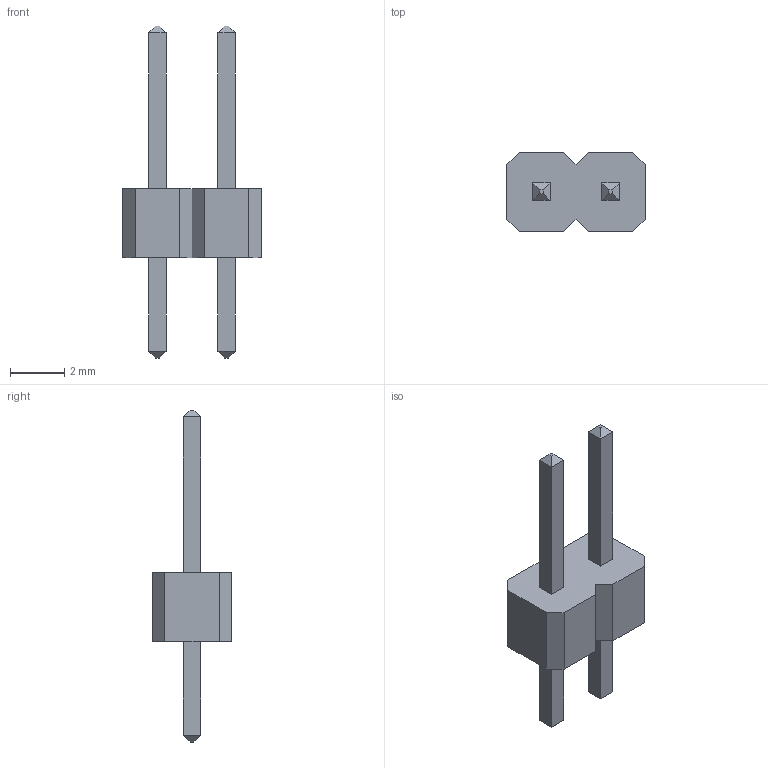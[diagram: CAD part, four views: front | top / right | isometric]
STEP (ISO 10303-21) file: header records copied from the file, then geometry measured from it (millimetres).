
FILE_DESCRIPTION (( 'STEP AP214' ), '1' );
FILE_NAME ('User Library-Pin Header Strip.STEP', '2018-11-23T19:30:05', ( '' ), ( '' ), 'SwSTEP 2.0', 'SolidWorks 2018', '' );
FILE_SCHEMA (( 'AUTOMOTIVE_DESIGN' ));
Length unit declared in the file: millimetre
Products named in the file (1): User Library-Pin Header Strip
Bounding box: 5.08 x 2.92 x 12.19 mm (x, y, z)
Volume: 43.2 mm3; surface area: 115.3 mm2
Topology: 1 solids, 1 shells, 52 faces, 122 edges, 76 vertices
Faces by surface type: plane 52
Entity records: 1648 total; most frequent: CARTESIAN_POINT 251, ORIENTED_EDGE 244, DIRECTION 228, EDGE_CURVE 122, LINE 122, VECTOR 122, VERTEX_POINT 76, EDGE_LOOP 56
